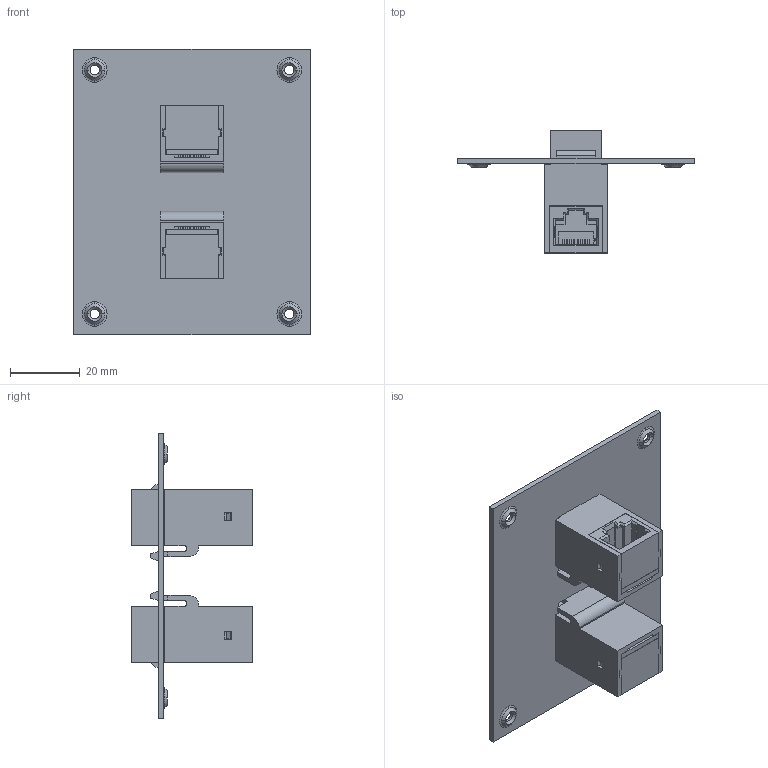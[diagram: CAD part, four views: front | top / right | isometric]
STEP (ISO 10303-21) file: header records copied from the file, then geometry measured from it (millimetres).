
FILE_DESCRIPTION (( 'STEP AP203' ), '1' );
FILE_NAME ('USP2KC-R5EB.STEP', '2011-09-15T19:38:40', ( 'x' ), ( 'Microsoft' ), 'SwSTEP 2.0', 'SolidWorks 2010', '' );
FILE_SCHEMA (( 'CONFIG_CONTROL_DESIGN' ));
Length unit declared in the file: inch
Products named in the file (15): TDG1026KC-R5E-MA2; TDG1026KC-R5E; 1AG02-002_??; 1AG02-001_??; 1AG01-010; USP2KC-R5EB; 1AR03-003; 1BC01-009; 1AG01-008; TDG1026KC-R5E-MA3_??; 1AG01-051_??; TDG1026KC-R5E-MA4_??; 1AG01-052_??; 1AG02-003; 1AG02-004_??
Assembly tree (27 placements, depth 5):
  USP2KC-R5EB
    TDG1026KC-R5E  x2
      TDG1026KC-R5E-MA2
        TDG1026KC-R5E-MA3_??
          1AG02-001_??  x4
          1AG02-002_??  x4
          1AG01-051_??
        1BC01-009
        1AG01-008
        TDG1026KC-R5E-MA4_??
          1AG02-003  x4
          1AG02-004_??  x4
          1AG01-052_??
      1AG01-010
    1AR03-003
Bounding box: 68.07 x 35.05 x 82.04 mm (x, y, z)
Volume: 18439 mm3; surface area: 28627.3 mm2
Topology: 43 solids, 43 shells, 2252 faces, 5802 edges, 3720 vertices
Faces by surface type: plane 1552, cylinder 360, bspline 292, cone 32, torus 16
Entity records: 43312 total; most frequent: CARTESIAN_POINT 19600, ORIENTED_EDGE 4786, DIRECTION 3949, EDGE_CURVE 2393, VECTOR 1779, LINE 1779, VERTEX_POINT 1568, AXIS2_PLACEMENT_3D 1085
